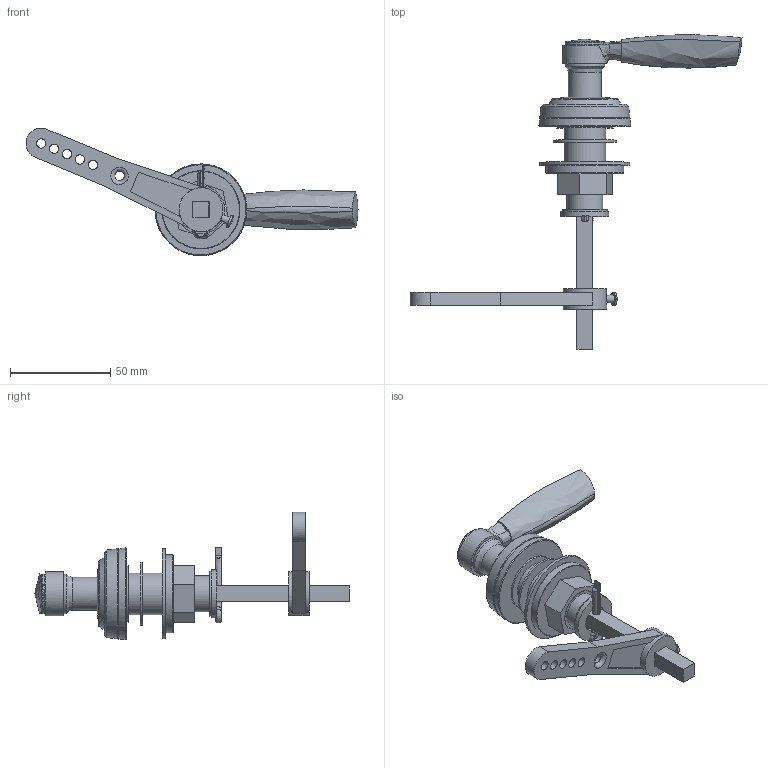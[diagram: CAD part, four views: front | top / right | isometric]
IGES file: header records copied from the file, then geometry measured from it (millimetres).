
Global section: file name: T1077-LB; native system: Autodesk Inventor 2020; preprocessor: unknown; author: rclarke; date: 20190924.151123; units: millimetre
Bounding box: 165.86 x 157.07 x 63.72 mm (x, y, z)
Volume: 76439.9 mm3; surface area: 43804.5 mm2
Topology: 19 solids, 19 shells, 349 faces, 906 edges, 616 vertices
Faces by surface type: bspline 349
